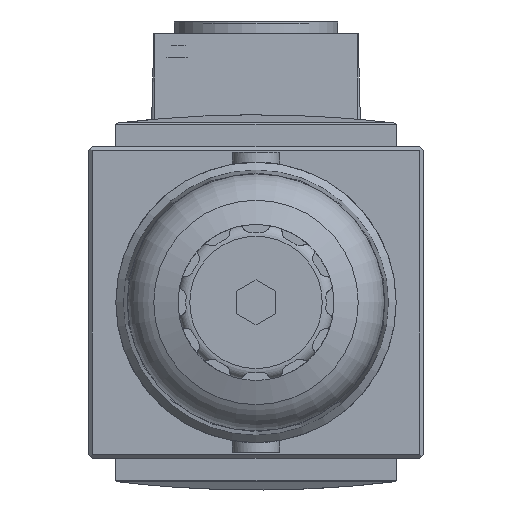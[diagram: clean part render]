
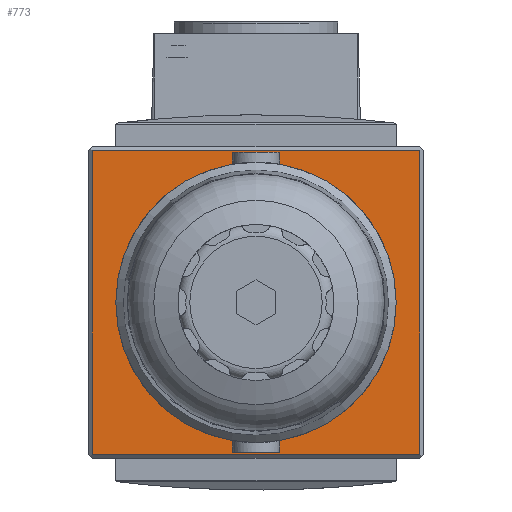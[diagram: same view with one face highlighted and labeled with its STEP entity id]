
A CAD part, front view. The second image highlights one B-rep face of the part: STEP entity #773.
In plain terms, the highlighted planar face has unit normal (0, -1, 0).
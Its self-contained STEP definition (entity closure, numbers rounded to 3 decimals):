
#773 = ADVANCED_FACE( '', ( #2102 ), #2103, .F. );
#2102 = FACE_OUTER_BOUND( '', #4076, .T. );
#2103 = PLANE( '', #4077 );
#4076 = EDGE_LOOP( '', ( #6199, #6200, #6201, #6202 ) );
#4077 = AXIS2_PLACEMENT_3D( '', #6203, #6204, #6205 );
#6199 = ORIENTED_EDGE( '', *, *, #12072, .F. );
#6200 = ORIENTED_EDGE( '', *, *, #12073, .F. );
#6201 = ORIENTED_EDGE( '', *, *, #12074, .T. );
#6202 = ORIENTED_EDGE( '', *, *, #12075, .T. );
#6203 = CARTESIAN_POINT( '', ( -21., 0., 20. ) );
#6204 = DIRECTION( '', ( 0., 1., 0. ) );
#6205 = DIRECTION( '', ( 0., 0., 1. ) );
#12072 = EDGE_CURVE( '', #14483, #14484, #14485, .T. );
#12073 = EDGE_CURVE( '', #14486, #14483, #14487, .T. );
#12074 = EDGE_CURVE( '', #14486, #14488, #14489, .T. );
#12075 = EDGE_CURVE( '', #14488, #14484, #14490, .T. );
#14483 = VERTEX_POINT( '', #18067 );
#14484 = VERTEX_POINT( '', #18068 );
#14485 = LINE( '', #18069, #18070 );
#14486 = VERTEX_POINT( '', #18071 );
#14487 = LINE( '', #18072, #18073 );
#14488 = VERTEX_POINT( '', #18074 );
#14489 = LINE( '', #18075, #18076 );
#14490 = LINE( '', #18077, #18078 );
#18067 = CARTESIAN_POINT( '', ( 21., 0., -19.5 ) );
#18068 = CARTESIAN_POINT( '', ( -21., 0., -19.5 ) );
#18069 = CARTESIAN_POINT( '', ( 21.5, 0., -19.5 ) );
#18070 = VECTOR( '', #23376, 1000. );
#18071 = CARTESIAN_POINT( '', ( 21., 0., 19.5 ) );
#18072 = CARTESIAN_POINT( '', ( 21., 0., 20. ) );
#18073 = VECTOR( '', #23377, 1000. );
#18074 = CARTESIAN_POINT( '', ( -21., 0., 19.5 ) );
#18075 = CARTESIAN_POINT( '', ( 21.5, 0., 19.5 ) );
#18076 = VECTOR( '', #23378, 1000. );
#18077 = CARTESIAN_POINT( '', ( -21., 0., 20. ) );
#18078 = VECTOR( '', #23379, 1000. );
#23376 = DIRECTION( '', ( -1., 0., 0. ) );
#23377 = DIRECTION( '', ( 0., 0., -1. ) );
#23378 = DIRECTION( '', ( -1., 0., 0. ) );
#23379 = DIRECTION( '', ( 0., 0., -1. ) );
